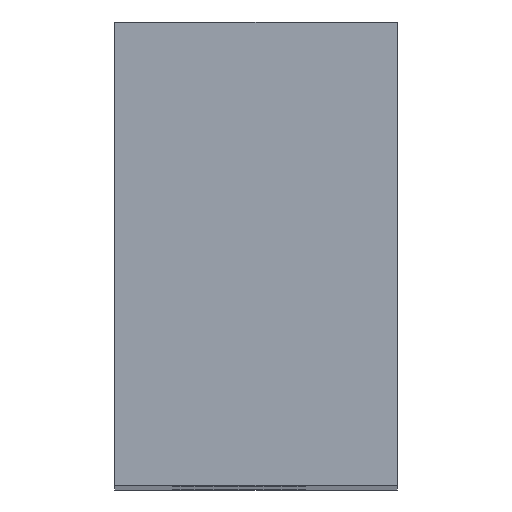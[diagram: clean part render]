
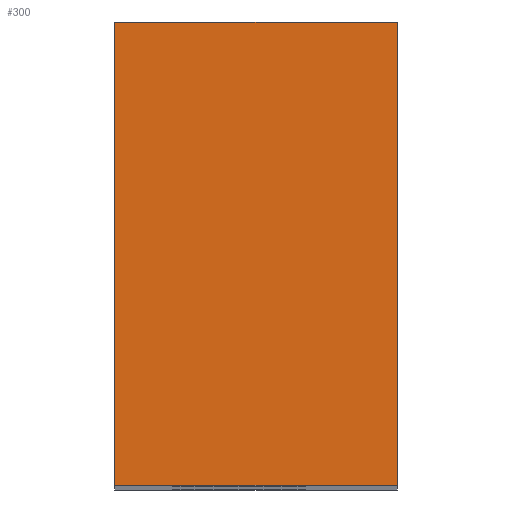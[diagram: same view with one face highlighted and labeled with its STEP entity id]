
A CAD part, top view. The second image highlights one B-rep face of the part: STEP entity #300.
In plain terms, the highlighted planar face has unit normal (0, 0, 1).
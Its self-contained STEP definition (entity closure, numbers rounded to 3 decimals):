
#113=CARTESIAN_POINT('Vertex',(15.,0.,230.)) ;
#116=CARTESIAN_POINT('Line Origine',(2.5,0.,230.)) ;
#120=CARTESIAN_POINT('Vertex',(-10.,0.,230.)) ;
#257=CARTESIAN_POINT('Vertex',(-10.,41.,230.)) ;
#260=CARTESIAN_POINT('Line Origine',(2.5,41.,230.)) ;
#264=CARTESIAN_POINT('Vertex',(15.,41.,230.)) ;
#279=CARTESIAN_POINT('Axis2P3D Location',(0.,0.,230.)) ;
#284=CARTESIAN_POINT('Line Origine',(-10.,20.5,230.)) ;
#289=CARTESIAN_POINT('Line Origine',(15.,20.5,230.)) ;
#118=VECTOR('Line Direction',#117,1.) ;
#262=VECTOR('Line Direction',#261,1.) ;
#286=VECTOR('Line Direction',#285,1.) ;
#291=VECTOR('Line Direction',#290,1.) ;
#117=DIRECTION('Vector Direction',(-1.,0.,0.)) ;
#261=DIRECTION('Vector Direction',(-1.,0.,0.)) ;
#280=DIRECTION('Axis2P3D Direction',(0.,-0.,1.)) ;
#281=DIRECTION('Axis2P3D XDirection',(0.,1.,0.)) ;
#285=DIRECTION('Vector Direction',(0.,-1.,0.)) ;
#290=DIRECTION('Vector Direction',(0.,1.,0.)) ;
#282=AXIS2_PLACEMENT_3D('Plane Axis2P3D',#279,#280,#281) ;
#119=LINE('Line',#116,#118) ;
#263=LINE('Line',#260,#262) ;
#287=LINE('Line',#284,#286) ;
#292=LINE('Line',#289,#291) ;
#283=PLANE('',#282) ;
#122=EDGE_CURVE('',#114,#121,#119,.T.) ;
#266=EDGE_CURVE('',#265,#258,#263,.T.) ;
#288=EDGE_CURVE('',#258,#121,#287,.T.) ;
#293=EDGE_CURVE('',#265,#114,#292,.F.) ;
#294=EDGE_LOOP('',(#295,#296,#297,#298)) ;
#295=ORIENTED_EDGE('',*,*,#288,.T.) ;
#296=ORIENTED_EDGE('',*,*,#122,.F.) ;
#297=ORIENTED_EDGE('',*,*,#293,.F.) ;
#298=ORIENTED_EDGE('',*,*,#266,.T.) ;
#114=VERTEX_POINT('',#113) ;
#121=VERTEX_POINT('',#120) ;
#258=VERTEX_POINT('',#257) ;
#265=VERTEX_POINT('',#264) ;
#300=ADVANCED_FACE('CALE_639_8P',(#299),#283,.T.) ;
#299=FACE_OUTER_BOUND('',#294,.T.) ;
